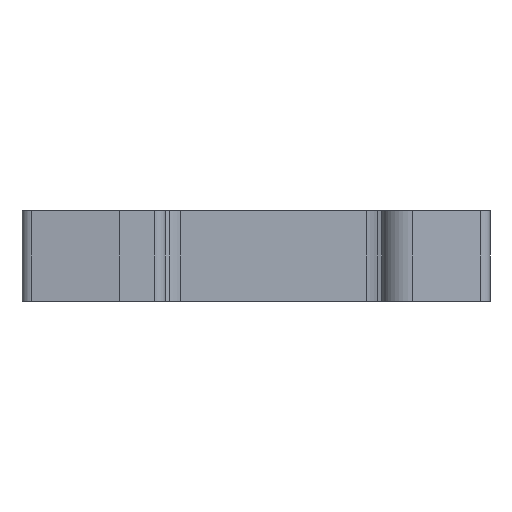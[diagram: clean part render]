
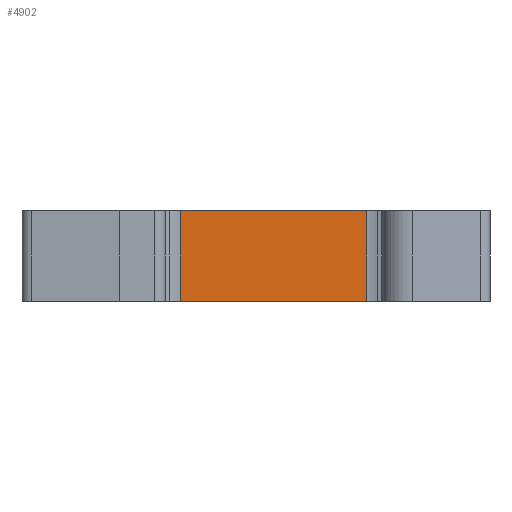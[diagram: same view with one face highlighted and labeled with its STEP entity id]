
A CAD part, front view. The second image highlights one B-rep face of the part: STEP entity #4902.
In plain terms, the highlighted planar face has unit normal (0, -1, 0).
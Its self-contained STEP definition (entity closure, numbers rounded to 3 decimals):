
#236=FACE_OUTER_BOUND('',#6369,.T.);
#1220=LINE('',#24733,#2913);
#1484=LINE('',#25503,#3177);
#1670=LINE('',#26010,#3363);
#1671=LINE('',#26011,#3364);
#2913=VECTOR('',#18700,1.);
#3177=VECTOR('',#19194,1.);
#3363=VECTOR('',#19580,1.);
#3364=VECTOR('',#19581,1.);
#4902=ADVANCED_FACE('',(#236),#5734,.F.);
#5734=PLANE('',#16997);
#6369=EDGE_LOOP('',(#8331,#8332,#8333,#8334));
#8331=ORIENTED_EDGE('',*,*,#14332,.T.);
#8332=ORIENTED_EDGE('',*,*,#14599,.T.);
#8333=ORIENTED_EDGE('',*,*,#13969,.T.);
#8334=ORIENTED_EDGE('',*,*,#14600,.T.);
#12332=VERTEX_POINT('',#24732);
#12333=VERTEX_POINT('',#24734);
#12665=VERTEX_POINT('',#25502);
#12666=VERTEX_POINT('',#25504);
#13969=EDGE_CURVE('',#12333,#12332,#1220,.T.);
#14332=EDGE_CURVE('',#12666,#12665,#1484,.T.);
#14599=EDGE_CURVE('',#12665,#12333,#1670,.T.);
#14600=EDGE_CURVE('',#12332,#12666,#1671,.T.);
#16997=AXIS2_PLACEMENT_3D('',#26012,#19582,#19583);
#18700=DIRECTION('',(1.,0.,0.));
#19194=DIRECTION('',(-1.,0.,0.));
#19580=DIRECTION('',(0.,0.,-1.));
#19581=DIRECTION('',(0.,0.,1.));
#19582=DIRECTION('',(0.,1.,0.));
#19583=DIRECTION('',(0.,0.,1.));
#24732=CARTESIAN_POINT('',(13.321,-0.5,9.5));
#24733=CARTESIAN_POINT('',(0.,-0.5,9.5));
#24734=CARTESIAN_POINT('',(-13.321,-0.5,9.5));
#25502=CARTESIAN_POINT('',(-13.321,-0.5,22.5));
#25503=CARTESIAN_POINT('',(0.,-0.5,22.5));
#25504=CARTESIAN_POINT('',(13.321,-0.5,22.5));
#26010=CARTESIAN_POINT('',(-13.321,-0.5,0.));
#26011=CARTESIAN_POINT('',(13.321,-0.5,0.));
#26012=CARTESIAN_POINT('',(0.,-0.5,0.));
